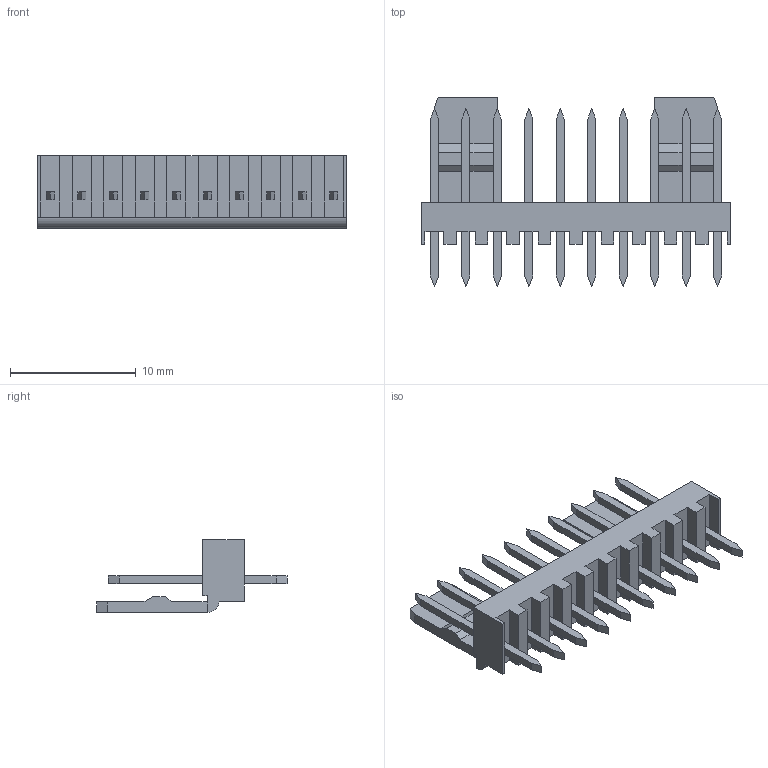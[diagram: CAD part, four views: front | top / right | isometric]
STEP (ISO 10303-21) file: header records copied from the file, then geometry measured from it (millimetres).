
FILE_DESCRIPTION((''),'2;1');
FILE_NAME('022041101','2013-12-25T',('me'),(''),'PRO/ENGINEER BY PARAMETRIC TECHNOLOGY CORPORATION, 2011490','PRO/ENGINEER BY PARAMETRIC TECHNOLOGY CORPORATION, 2011490','');
FILE_SCHEMA(('CONFIG_CONTROL_DESIGN'));
Length unit declared in the file: millimetre
Products named in the file (1): 022041101
Bounding box: 24.5 x 15.1 x 5.8 mm (x, y, z)
Volume: 452 mm3; surface area: 1067.3 mm2
Topology: 1 solids, 1 shells, 233 faces, 626 edges, 424 vertices
Faces by surface type: plane 232, cylinder 1
Entity records: 7183 total; most frequent: CARTESIAN_POINT 1265, ORIENTED_EDGE 1212, DIRECTION 1118, EDGE_CURVE 606, VECTOR 604, LINE 604, VERTEX_POINT 404, EDGE_LOOP 262
